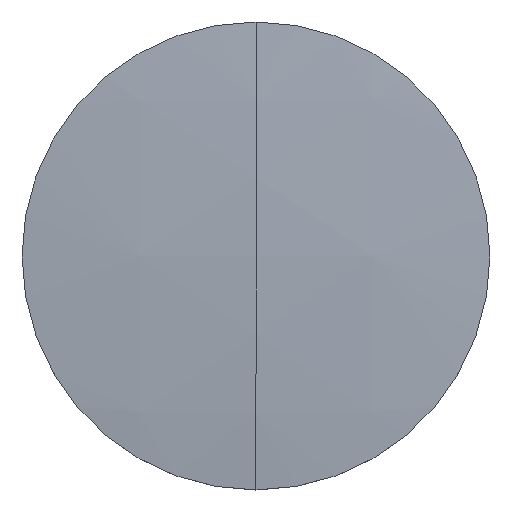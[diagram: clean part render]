
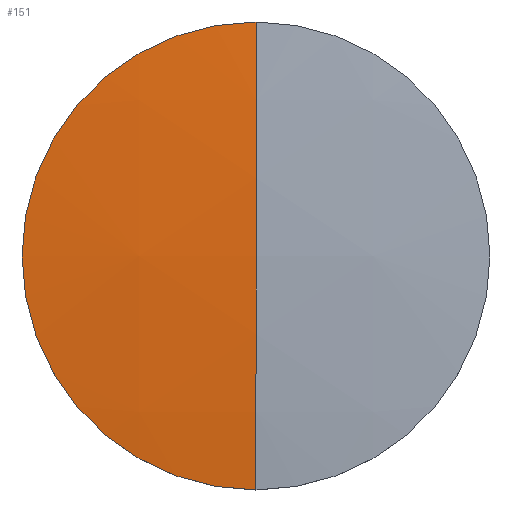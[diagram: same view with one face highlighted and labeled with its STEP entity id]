
A CAD part, top view. The second image highlights one B-rep face of the part: STEP entity #151.
In plain terms, the highlighted spherical face has radius 154.52 mm.
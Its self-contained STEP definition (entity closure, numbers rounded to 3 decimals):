
#8 = FACE_OUTER_BOUND ( 'NONE', #155, .T. ) ;
#11 = CARTESIAN_POINT ( 'NONE',  ( 0., -15., 0.53 ) ) ;
#12 = DIRECTION ( 'NONE',  ( 1., 0., 0. ) ) ;
#13 = DIRECTION ( 'NONE',  ( 0., 0., 1. ) ) ;
#14 = CARTESIAN_POINT ( 'NONE',  ( 0., 0., 0.53 ) ) ;
#15 = AXIS2_PLACEMENT_3D ( 'NONE', #14, #13, #12 ) ;
#16 = CIRCLE ( 'NONE', #15, 15. ) ;
#23 = CARTESIAN_POINT ( 'NONE',  ( 0., 0., 1.26 ) ) ;
#24 = DIRECTION ( 'NONE',  ( 0., -1., 0. ) ) ;
#25 = DIRECTION ( 'NONE',  ( -1., 0., 0. ) ) ;
#26 = CARTESIAN_POINT ( 'NONE',  ( 0., 0., -153.26 ) ) ;
#27 = AXIS2_PLACEMENT_3D ( 'NONE', #26, #25, #24 ) ;
#28 = CIRCLE ( 'NONE', #27, 154.52 ) ;
#41 = VERTEX_POINT ( 'NONE', #162 ) ;
#45 = EDGE_CURVE ( 'NONE', #166, #46, #16, .T. ) ;
#46 = VERTEX_POINT ( 'NONE', #11 ) ;
#47 = ORIENTED_EDGE ( 'NONE', *, *, #48, .T. ) ;
#48 = EDGE_CURVE ( 'NONE', #46, #49, #28, .T. ) ;
#49 = VERTEX_POINT ( 'NONE', #23 ) ;
#50 = ORIENTED_EDGE ( 'NONE', *, *, #171, .F. ) ;
#132 = DIRECTION ( 'NONE',  ( 0., 1., 0. ) ) ;
#133 = DIRECTION ( 'NONE',  ( -1., 0., 0. ) ) ;
#134 = CARTESIAN_POINT ( 'NONE',  ( 0., 0., -153.26 ) ) ;
#135 = AXIS2_PLACEMENT_3D ( 'NONE', #134, #133, #132 ) ;
#138 = SPHERICAL_SURFACE ( 'NONE', #135, 154.52 ) ;
#151 = ADVANCED_FACE ( 'NONE', ( #8 ), #138, .T. ) ;
#153 = ORIENTED_EDGE ( 'NONE', *, *, #168, .T. ) ;
#154 = ORIENTED_EDGE ( 'NONE', *, *, #45, .T. ) ;
#155 = EDGE_LOOP ( 'NONE', ( #153, #154, #47, #50 ) ) ;
#162 = CARTESIAN_POINT ( 'NONE',  ( 0., 15., 0.53 ) ) ;
#166 = VERTEX_POINT ( 'NONE', #235 ) ;
#168 = EDGE_CURVE ( 'NONE', #41, #166, #234, .T. ) ;
#171 = EDGE_CURVE ( 'NONE', #41, #49, #202, .T. ) ;
#202 = CIRCLE ( 'NONE', #240, 154.52 ) ;
#212 = DIRECTION ( 'NONE',  ( 1., 0., 0. ) ) ;
#213 = DIRECTION ( 'NONE',  ( 0., 0., 1. ) ) ;
#214 = CARTESIAN_POINT ( 'NONE',  ( 0., 0., 0.53 ) ) ;
#215 = AXIS2_PLACEMENT_3D ( 'NONE', #214, #213, #212 ) ;
#234 = CIRCLE ( 'NONE', #215, 15. ) ;
#235 = CARTESIAN_POINT ( 'NONE',  ( -15., 0., 0.53 ) ) ;
#237 = DIRECTION ( 'NONE',  ( 0., 0., -1. ) ) ;
#238 = DIRECTION ( 'NONE',  ( 1., 0., 0. ) ) ;
#239 = CARTESIAN_POINT ( 'NONE',  ( 0., 0., -153.26 ) ) ;
#240 = AXIS2_PLACEMENT_3D ( 'NONE', #239, #238, #237 ) ;
